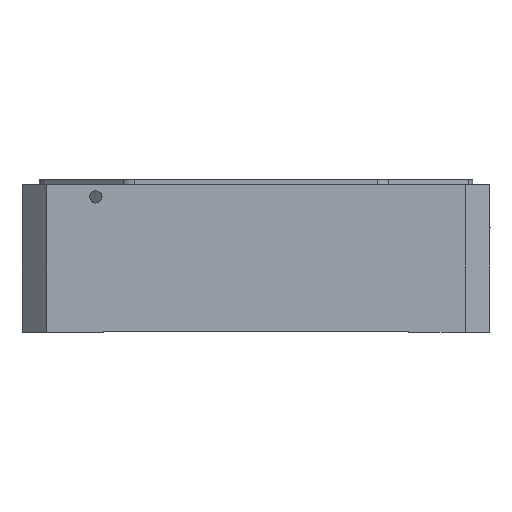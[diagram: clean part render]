
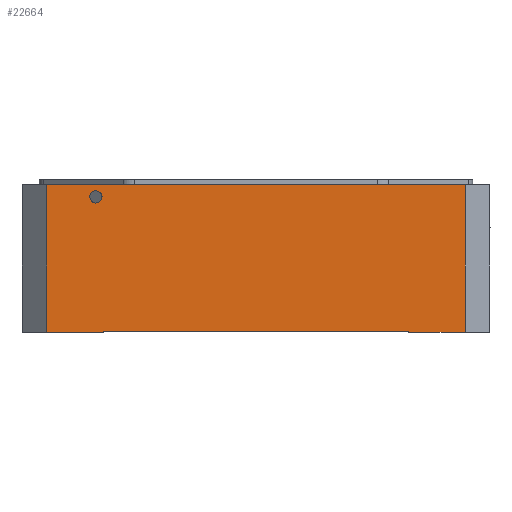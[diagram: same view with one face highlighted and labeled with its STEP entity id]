
A CAD part, front view. The second image highlights one B-rep face of the part: STEP entity #22664.
In plain terms, the highlighted planar face has unit normal (0, -1, 0).
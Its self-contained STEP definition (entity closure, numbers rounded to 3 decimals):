
#231 = LINE ( 'NONE', #1682, #9987 ) ;
#612 = ORIENTED_EDGE ( 'NONE', *, *, #13305, .F. ) ;
#1137 = PLANE ( 'NONE',  #11791 ) ;
#1635 = ORIENTED_EDGE ( 'NONE', *, *, #9468, .F. ) ;
#1682 = CARTESIAN_POINT ( 'NONE',  ( 42.5, -47.5, 30. ) ) ;
#2010 = CARTESIAN_POINT ( 'NONE',  ( 31., -47.5, 0. ) ) ;
#2065 = VECTOR ( 'NONE', #9661, 1000. ) ;
#2994 = ORIENTED_EDGE ( 'NONE', *, *, #9119, .F. ) ;
#3021 = CARTESIAN_POINT ( 'NONE',  ( 42.5, -47.5, 0. ) ) ;
#3222 = AXIS2_PLACEMENT_3D ( 'NONE', #16216, #4461, #18203 ) ;
#3330 = CARTESIAN_POINT ( 'NONE',  ( 31., -47.5, 30. ) ) ;
#3398 = EDGE_CURVE ( 'NONE', #23601, #6363, #15154, .T. ) ;
#3619 = VERTEX_POINT ( 'NONE', #2010 ) ;
#3826 = ORIENTED_EDGE ( 'NONE', *, *, #4094, .T. ) ;
#4094 = EDGE_CURVE ( 'NONE', #6659, #23601, #6853, .T. ) ;
#4170 = EDGE_CURVE ( 'NONE', #6363, #18403, #11466, .T. ) ;
#4441 = VERTEX_POINT ( 'NONE', #10292 ) ;
#4461 = DIRECTION ( 'NONE',  ( 0., -1., 0. ) ) ;
#4498 = VERTEX_POINT ( 'NONE', #22366 ) ;
#6070 = EDGE_LOOP ( 'NONE', ( #25269, #19005, #2994, #8744, #10742, #9747, #10237, #3826 ) ) ;
#6272 = VECTOR ( 'NONE', #21175, 1000. ) ;
#6363 = VERTEX_POINT ( 'NONE', #23402 ) ;
#6550 = CARTESIAN_POINT ( 'NONE',  ( -32.5, -47.5, 27.5 ) ) ;
#6659 = VERTEX_POINT ( 'NONE', #21413 ) ;
#6853 = LINE ( 'NONE', #9335, #6272 ) ;
#7374 = LINE ( 'NONE', #3330, #23086 ) ;
#7711 = CARTESIAN_POINT ( 'NONE',  ( -47.5, -47.5, 0. ) ) ;
#8295 = AXIS2_PLACEMENT_3D ( 'NONE', #6550, #20350, #8521 ) ;
#8441 = LINE ( 'NONE', #7711, #2065 ) ;
#8521 = DIRECTION ( 'NONE',  ( 0., 0., -1. ) ) ;
#8744 = ORIENTED_EDGE ( 'NONE', *, *, #19391, .T. ) ;
#9038 = DIRECTION ( 'NONE',  ( 0., 1., 0. ) ) ;
#9119 = EDGE_CURVE ( 'NONE', #14328, #18403, #15962, .T. ) ;
#9335 = CARTESIAN_POINT ( 'NONE',  ( -42.5, -47.5, 30. ) ) ;
#9468 = EDGE_CURVE ( 'NONE', #4441, #4498, #19360, .T. ) ;
#9661 = DIRECTION ( 'NONE',  ( 1., 0., 0. ) ) ;
#9747 = ORIENTED_EDGE ( 'NONE', *, *, #13033, .T. ) ;
#9987 = VECTOR ( 'NONE', #15364, 1000. ) ;
#10183 = VERTEX_POINT ( 'NONE', #3021 ) ;
#10201 = CARTESIAN_POINT ( 'NONE',  ( -42.5, -47.5, 0. ) ) ;
#10237 = ORIENTED_EDGE ( 'NONE', *, *, #15751, .F. ) ;
#10292 = CARTESIAN_POINT ( 'NONE',  ( -32.5, -47.5, 26.25 ) ) ;
#10368 = CARTESIAN_POINT ( 'NONE',  ( -47.5, -47.5, 0. ) ) ;
#10742 = ORIENTED_EDGE ( 'NONE', *, *, #23880, .T. ) ;
#10886 = CARTESIAN_POINT ( 'NONE',  ( -47.5, -47.5, 30. ) ) ;
#11458 = CARTESIAN_POINT ( 'NONE',  ( 42.5, -47.5, 30. ) ) ;
#11466 = LINE ( 'NONE', #11564, #25393 ) ;
#11564 = CARTESIAN_POINT ( 'NONE',  ( -31., -47.5, 30. ) ) ;
#11636 = LINE ( 'NONE', #10886, #22151 ) ;
#11791 = AXIS2_PLACEMENT_3D ( 'NONE', #18873, #9038, #22842 ) ;
#11867 = FACE_OUTER_BOUND ( 'NONE', #6070, .T. ) ;
#13033 = EDGE_CURVE ( 'NONE', #10183, #18723, #231, .T. ) ;
#13305 = EDGE_CURVE ( 'NONE', #4498, #4441, #15522, .T. ) ;
#14289 = CARTESIAN_POINT ( 'NONE',  ( 31., -47.5, 0.2 ) ) ;
#14328 = VERTEX_POINT ( 'NONE', #14289 ) ;
#14527 = VECTOR ( 'NONE', #16328, 1000. ) ;
#14691 = VECTOR ( 'NONE', #17252, 1000. ) ;
#15154 = LINE ( 'NONE', #10368, #14527 ) ;
#15364 = DIRECTION ( 'NONE',  ( 0., 0., 1. ) ) ;
#15522 = CIRCLE ( 'NONE', #3222, 1.25 ) ;
#15751 = EDGE_CURVE ( 'NONE', #6659, #18723, #11636, .T. ) ;
#15962 = LINE ( 'NONE', #23112, #14691 ) ;
#16216 = CARTESIAN_POINT ( 'NONE',  ( -32.5, -47.5, 27.5 ) ) ;
#16328 = DIRECTION ( 'NONE',  ( 1., 0., 0. ) ) ;
#16502 = FACE_BOUND ( 'NONE', #24429, .T. ) ;
#17252 = DIRECTION ( 'NONE',  ( -1., 0., 0. ) ) ;
#18203 = DIRECTION ( 'NONE',  ( 0., 0., -1. ) ) ;
#18403 = VERTEX_POINT ( 'NONE', #19879 ) ;
#18723 = VERTEX_POINT ( 'NONE', #11458 ) ;
#18873 = CARTESIAN_POINT ( 'NONE',  ( -47.5, -47.5, 30. ) ) ;
#19005 = ORIENTED_EDGE ( 'NONE', *, *, #4170, .T. ) ;
#19360 = CIRCLE ( 'NONE', #8295, 1.25 ) ;
#19391 = EDGE_CURVE ( 'NONE', #14328, #3619, #7374, .T. ) ;
#19879 = CARTESIAN_POINT ( 'NONE',  ( -31., -47.5, 0.2 ) ) ;
#20350 = DIRECTION ( 'NONE',  ( 0., -1., 0. ) ) ;
#20758 = DIRECTION ( 'NONE',  ( 1., 0., 0. ) ) ;
#21175 = DIRECTION ( 'NONE',  ( 0., 0., -1. ) ) ;
#21413 = CARTESIAN_POINT ( 'NONE',  ( -42.5, -47.5, 30. ) ) ;
#22151 = VECTOR ( 'NONE', #20758, 1000. ) ;
#22366 = CARTESIAN_POINT ( 'NONE',  ( -32.5, -47.5, 28.75 ) ) ;
#22664 = ADVANCED_FACE ( 'NONE', ( #11867, #16502 ), #1137, .F. ) ;
#22842 = DIRECTION ( 'NONE',  ( 0., 0., 1. ) ) ;
#22979 = DIRECTION ( 'NONE',  ( 0., 0., 1. ) ) ;
#23006 = DIRECTION ( 'NONE',  ( 0., 0., -1. ) ) ;
#23086 = VECTOR ( 'NONE', #23006, 1000. ) ;
#23112 = CARTESIAN_POINT ( 'NONE',  ( -47.5, -47.5, 0.2 ) ) ;
#23402 = CARTESIAN_POINT ( 'NONE',  ( -31., -47.5, 0. ) ) ;
#23601 = VERTEX_POINT ( 'NONE', #10201 ) ;
#23880 = EDGE_CURVE ( 'NONE', #3619, #10183, #8441, .T. ) ;
#24429 = EDGE_LOOP ( 'NONE', ( #1635, #612 ) ) ;
#25269 = ORIENTED_EDGE ( 'NONE', *, *, #3398, .T. ) ;
#25393 = VECTOR ( 'NONE', #22979, 1000. ) ;
